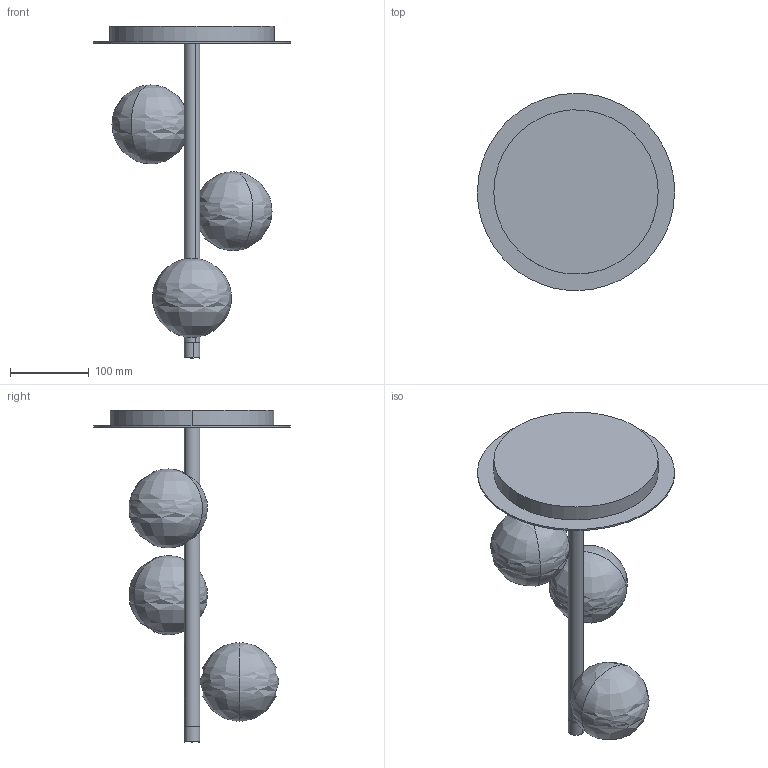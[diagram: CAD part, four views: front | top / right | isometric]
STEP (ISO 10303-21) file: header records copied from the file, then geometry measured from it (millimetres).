
FILE_DESCRIPTION(/* description */ (''),/* implementation_level */ '2;1');
FILE_NAME(/* name */ '17C64B~1',/* time_stamp */ '2020-11-06T18:34:17+01:00',/* author */ (''),/* organization */ (''),/* preprocessor_version */ 'ST-DEVELOPER v16.5',/* originating_system */ '',/* authorisation */ '');
FILE_SCHEMA (('AUTOMOTIVE_DESIGN'));
Length unit declared in the file: millimetre
Products named in the file (1): Document
Bounding box: 249.98 x 249.76 x 420.98 mm (x, y, z)
Volume: 2358015 mm3; surface area: 301367.4 mm2
Topology: 6 solids, 7 shells, 23 faces, 46 edges, 24 vertices
Faces by surface type: bspline 16, plane 7
Entity records: 771 total; most frequent: CARTESIAN_POINT 454, ORIENTED_EDGE 66, EDGE_CURVE 34, VERTEX_POINT 24, ADVANCED_FACE 23, FACE_OUTER_BOUND 23, EDGE_LOOP 23, DIRECTION 13
